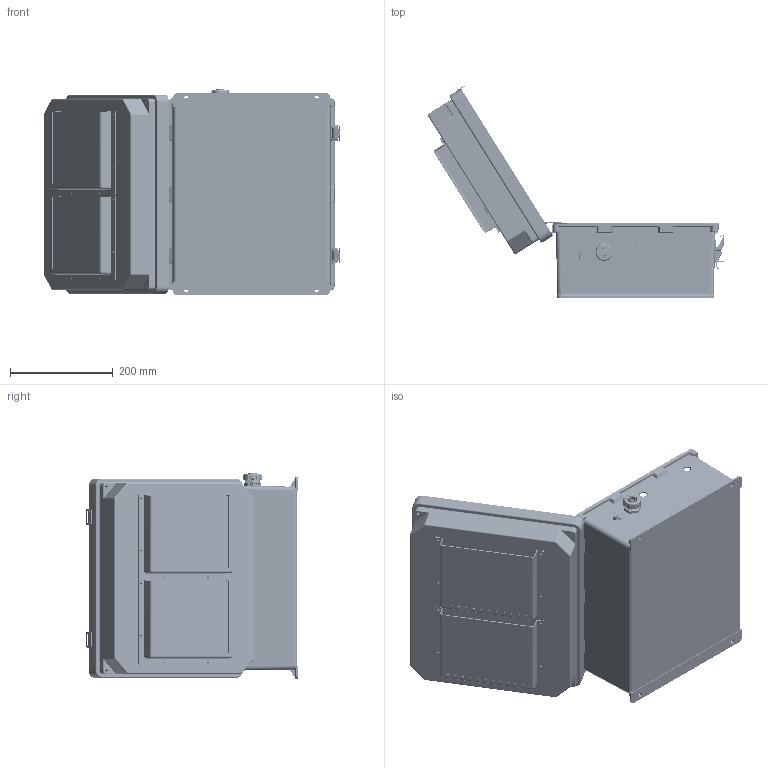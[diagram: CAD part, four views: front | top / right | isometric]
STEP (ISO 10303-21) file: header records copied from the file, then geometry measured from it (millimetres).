
FILE_DESCRIPTION (( 'STEP AP214' ), '1' );
FILE_NAME ('TEF141207-1HFA2.STEP', '2019-04-18T16:31:48', ( '' ), ( '' ), 'SwSTEP 2.0', 'SolidWorks 2018', '' );
FILE_SCHEMA (( 'AUTOMOTIVE_DESIGN' ));
Length unit declared in the file: inch
Products named in the file (38): XCT-0010; 1BE04-060; X-PCB-HYP285; XMH-0004-1; 10-32 NEMA PLATE SCREW; XFN-0022; X-ASSY-HYP285-1; NB141207-Hinge; XFS-0067_XFS-0067; XERZ-V20D241; XFS-0026; XFW-0004; XFW-0002; XCT-0011; 1BE04-071; XMH-0002; XFS-0017; XF797-02; XMH-0007; TEF141207-1HFA2; XMH-0010; XFN-0013; Fan Screen-120x120 ALUM; XCT-0005; NB141207-Lid-Vented; XC-0003; NB141207-DoorClasp-1; NEMA GroundWire-2; NB141207-DoorClasp-2; XFN-0002; XM220-01-UL; XF451-01; XFS-0066_90272A147; XFN-0003; XCTB-0002; XFW-0020; NB141207-Box; XHIC-HTR110
Assembly tree (73 placements, depth 3):
  TEF141207-1HFA2
    NB141207-Box
    NB141207-Hinge  x2
    NB141207-Lid-Vented
    NB141207-DoorClasp-1  x2
    NB141207-DoorClasp-2  x2
    XC-0003
    XFS-0026
    XCT-0005
    XFN-0003  x2
    XFW-0002
    XF451-01
    XCT-0010
    XCT-0011
    XCTB-0002
    XFN-0013  x2
    XMH-0010  x2
    10-32 NEMA PLATE SCREW  x4
    XFS-0017  x7
    XF797-02
    XMH-0007  x4
    NEMA GroundWire-2
    XM220-01-UL  x2
    XFN-0002  x8
    Fan Screen-120x120 ALUM  x2
    XMH-0002
    1BE04-071
    1BE04-060
    XFW-0020  x4
    XHIC-HTR110
    X-ASSY-HYP285-1
      X-PCB-HYP285
      XERZ-V20D241  x3
    XFN-0022  x2
    XFS-0066_90272A147  x2
    XFW-0004  x2
    XFS-0067_XFS-0067  x2
    XMH-0004-1
Bounding box: 577.96 x 413.13 x 402.37 mm (x, y, z)
Volume: 3006088.1 mm3; surface area: 1782191.4 mm2
Topology: 79 solids, 80 shells, 8879 faces, 23131 edges, 14548 vertices
Faces by surface type: cylinder 3463, plane 2960, cone 1334, torus 576, bspline 499, sphere 47
Entity records: 257577 total; most frequent: CARTESIAN_POINT 83340, ORIENTED_EDGE 31034, DIRECTION 28954, EDGE_CURVE 15517, AXIS2_PLACEMENT_3D 10432, VERTEX_POINT 9834, VECTOR 8090, LINE 8090
